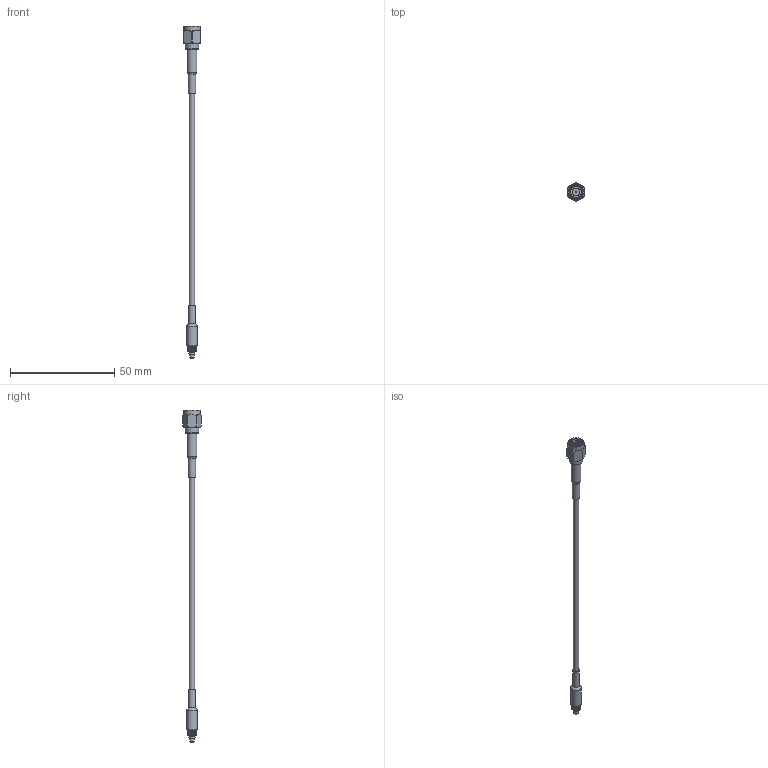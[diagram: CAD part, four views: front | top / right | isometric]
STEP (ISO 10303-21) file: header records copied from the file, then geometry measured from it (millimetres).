
FILE_DESCRIPTION (( 'STEP AP203' ), '1' );
FILE_NAME ('FMC0209316_3D.step', '2020-05-21T19:05:10', ( '' ), ( '' ), 'SwSTEP 2.0', 'SolidWorks 2018', '' );
FILE_SCHEMA (( 'CONFIG_CONTROL_DESIGN' ));
Products named in the file (4): Coax Cable^FMC0209316_RG316 L4; FMC0209316_3D; SC9513^FMC0209316_Heat Shrink; SC7059^FMC0209316_Heat Shrink
Assembly tree (3 placements, depth 2):
  FMC0209316_3D
    Coax Cable^FMC0209316_RG316 L4
    SC7059^FMC0209316_Heat Shrink
    SC9513^FMC0209316_Heat Shrink
Bounding box: 7.94 x 9.02 x 159.27 mm (x, y, z)
Volume: 1557.5 mm3; surface area: 2254.3 mm2
Topology: 5 solids, 5 shells, 2583 faces, 5553 edges, 2994 vertices
Faces by surface type: bspline 2021, cylinder 500, plane 38, cone 20, torus 4
Full cylindrical faces by diameter (mm): 0.508 x1, 0.94 x1, 1.3 x1, 1.945 x1, 2.312 x2, 2.489 x1, 3.2 x1, 3.353 x1, 3.556 x1, 3.81 x1, 3.988 x2, 4.75 x1, 5.004 x1, 6.35 x8, 7.734 x1
Entity records: 92786 total; most frequent: CARTESIAN_POINT 59208, ORIENTED_EDGE 10996, EDGE_CURVE 5498, VERTEX_POINT 2976, EDGE_LOOP 2622, FACE_OUTER_BOUND 2599, ADVANCED_FACE 2576, B_SPLINE_CURVE_WITH_KNOTS 2517
